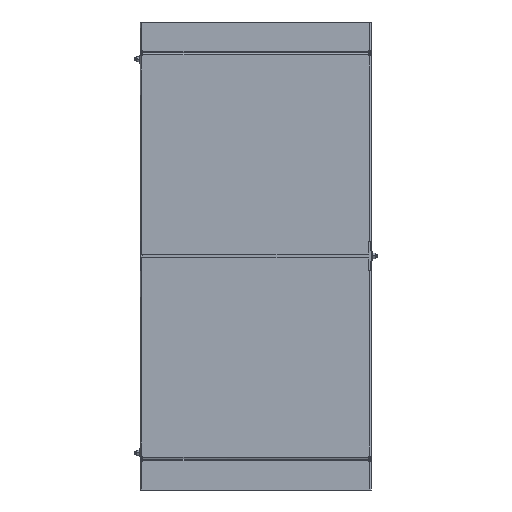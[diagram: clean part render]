
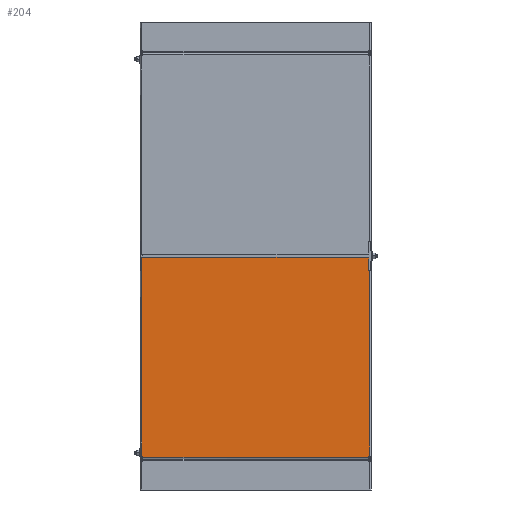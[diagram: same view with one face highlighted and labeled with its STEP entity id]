
A CAD part, front view. The second image highlights one B-rep face of the part: STEP entity #204.
In plain terms, the highlighted planar face has unit normal (0, -1, 0).
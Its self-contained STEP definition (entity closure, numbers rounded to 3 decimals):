
#204=ADVANCED_FACE('',(#956),#12145,.T.);
#956=FACE_OUTER_BOUND('',#1834,.T.);
#1834=EDGE_LOOP('',(#3329,#3330,#3331,#3332,#3333,#3334,#3335,#3336,#3337,
#3338,#3339));
#3329=ORIENTED_EDGE('',*,*,#6847,.T.);
#3330=ORIENTED_EDGE('',*,*,#6848,.T.);
#3331=ORIENTED_EDGE('',*,*,#6849,.T.);
#3332=ORIENTED_EDGE('',*,*,#6850,.T.);
#3333=ORIENTED_EDGE('',*,*,#6851,.T.);
#3334=ORIENTED_EDGE('',*,*,#6852,.T.);
#3335=ORIENTED_EDGE('',*,*,#6853,.T.);
#3336=ORIENTED_EDGE('',*,*,#6854,.T.);
#3337=ORIENTED_EDGE('',*,*,#6855,.T.);
#3338=ORIENTED_EDGE('',*,*,#7200,.T.);
#3339=ORIENTED_EDGE('',*,*,#6856,.T.);
#6847=EDGE_CURVE('',#11019,#11020,#9705,.T.);
#6848=EDGE_CURVE('',#11020,#11021,#9706,.T.);
#6849=EDGE_CURVE('',#11021,#11022,#9707,.T.);
#6850=EDGE_CURVE('',#11022,#11023,#9708,.T.);
#6851=EDGE_CURVE('',#11023,#11024,#9709,.T.);
#6852=EDGE_CURVE('',#11024,#11025,#9710,.T.);
#6853=EDGE_CURVE('',#11025,#11026,#9711,.T.);
#6854=EDGE_CURVE('',#11026,#11027,#9712,.T.);
#6855=EDGE_CURVE('',#11027,#11028,#9713,.T.);
#6856=EDGE_CURVE('',#11029,#11019,#9714,.T.);
#7200=EDGE_CURVE('',#11028,#11029,#8751,.T.);
#8751=(
BOUNDED_CURVE()
B_SPLINE_CURVE(2,(#19635,#19636,#19637),.UNSPECIFIED.,.F.,.F.)
B_SPLINE_CURVE_WITH_KNOTS((3,3),(0.,1.571),.UNSPECIFIED.)
CURVE()
GEOMETRIC_REPRESENTATION_ITEM()
RATIONAL_B_SPLINE_CURVE((1.,0.707,1.))
REPRESENTATION_ITEM('')
);
#9705=B_SPLINE_CURVE_WITH_KNOTS('',1,(#18714,#18715),.UNSPECIFIED.,.F.,
 .F.,(2,2),(0.,258.),.UNSPECIFIED.);
#9706=B_SPLINE_CURVE_WITH_KNOTS('',1,(#18716,#18717),.UNSPECIFIED.,.F.,
 .F.,(2,2),(-2.3,0.),.UNSPECIFIED.);
#9707=B_SPLINE_CURVE_WITH_KNOTS('',1,(#18718,#18719),.UNSPECIFIED.,.F.,
 .F.,(2,2),(-1.838,0.),.UNSPECIFIED.);
#9708=B_SPLINE_CURVE_WITH_KNOTS('',1,(#18720,#18721),.UNSPECIFIED.,.F.,
 .F.,(2,2),(0.,295.4),.UNSPECIFIED.);
#9709=B_SPLINE_CURVE_WITH_KNOTS('',1,(#18722,#18723),.UNSPECIFIED.,.F.,
 .F.,(2,2),(-1.838,0.),.UNSPECIFIED.);
#9710=B_SPLINE_CURVE_WITH_KNOTS('',1,(#18724,#18725),.UNSPECIFIED.,.F.,
 .F.,(2,2),(-2.3,0.),.UNSPECIFIED.);
#9711=B_SPLINE_CURVE_WITH_KNOTS('',1,(#18726,#18727),.UNSPECIFIED.,.F.,
 .F.,(2,2),(0.,235.5),.UNSPECIFIED.);
#9712=B_SPLINE_CURVE_WITH_KNOTS('',1,(#18728,#18729),.UNSPECIFIED.,.F.,
 .F.,(2,2),(-1.75,0.),.UNSPECIFIED.);
#9713=B_SPLINE_CURVE_WITH_KNOTS('',1,(#18730,#18731),.UNSPECIFIED.,.F.,
 .F.,(2,2),(-21.5,0.),.UNSPECIFIED.);
#9714=B_SPLINE_CURVE_WITH_KNOTS('',1,(#18732,#18733),.UNSPECIFIED.,.F.,
 .F.,(2,2),(0.,297.25),.UNSPECIFIED.);
#11019=VERTEX_POINT('',#17606);
#11020=VERTEX_POINT('',#17607);
#11021=VERTEX_POINT('',#17608);
#11022=VERTEX_POINT('',#17609);
#11023=VERTEX_POINT('',#17610);
#11024=VERTEX_POINT('',#17611);
#11025=VERTEX_POINT('',#17612);
#11026=VERTEX_POINT('',#17613);
#11027=VERTEX_POINT('',#17614);
#11028=VERTEX_POINT('',#17615);
#11029=VERTEX_POINT('',#17616);
#12145=PLANE('',#12527);
#12527=AXIS2_PLACEMENT_3D('',#13224,#12875,$);
#12875=DIRECTION('',(0.,-1.,0.));
#13224=CARTESIAN_POINT('',(-200.,-1.25,407.5));
#17606=CARTESIAN_POINT('',(-200.,-1.25,407.5));
#17607=CARTESIAN_POINT('',(-200.,-1.25,59.5));
#17608=CARTESIAN_POINT('',(-197.7,-1.25,59.5));
#17609=CARTESIAN_POINT('',(-197.7,-1.25,57.662));
#17610=CARTESIAN_POINT('',(197.7,-1.25,57.662));
#17611=CARTESIAN_POINT('',(197.7,-1.25,59.5));
#17612=CARTESIAN_POINT('',(200.,-1.25,59.5));
#17613=CARTESIAN_POINT('',(200.,-1.25,385.));
#17614=CARTESIAN_POINT('',(198.25,-1.25,385.));
#17615=CARTESIAN_POINT('',(198.25,-1.25,406.5));
#17616=CARTESIAN_POINT('',(197.25,-1.25,407.5));
#18714=CARTESIAN_POINT('',(-200.,-1.25,407.5));
#18715=CARTESIAN_POINT('',(-200.,-1.25,59.5));
#18716=CARTESIAN_POINT('',(-200.,-1.25,59.5));
#18717=CARTESIAN_POINT('',(-197.7,-1.25,59.5));
#18718=CARTESIAN_POINT('',(-197.7,-1.25,59.5));
#18719=CARTESIAN_POINT('',(-197.7,-1.25,57.662));
#18720=CARTESIAN_POINT('',(-197.7,-1.25,57.662));
#18721=CARTESIAN_POINT('',(197.7,-1.25,57.662));
#18722=CARTESIAN_POINT('',(197.7,-1.25,57.662));
#18723=CARTESIAN_POINT('',(197.7,-1.25,59.5));
#18724=CARTESIAN_POINT('',(197.7,-1.25,59.5));
#18725=CARTESIAN_POINT('',(200.,-1.25,59.5));
#18726=CARTESIAN_POINT('',(200.,-1.25,59.5));
#18727=CARTESIAN_POINT('',(200.,-1.25,385.));
#18728=CARTESIAN_POINT('',(200.,-1.25,385.));
#18729=CARTESIAN_POINT('',(198.25,-1.25,385.));
#18730=CARTESIAN_POINT('',(198.25,-1.25,385.));
#18731=CARTESIAN_POINT('',(198.25,-1.25,406.5));
#18732=CARTESIAN_POINT('',(197.25,-1.25,407.5));
#18733=CARTESIAN_POINT('',(-200.,-1.25,407.5));
#19635=CARTESIAN_POINT('',(198.25,-1.25,406.5));
#19636=CARTESIAN_POINT('',(198.25,-1.25,407.5));
#19637=CARTESIAN_POINT('',(197.25,-1.25,407.5));
